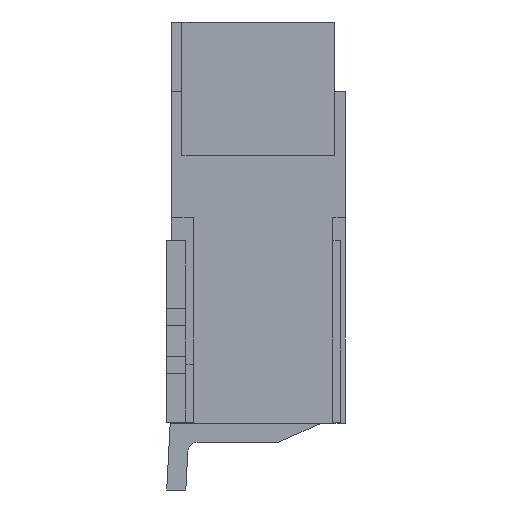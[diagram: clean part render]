
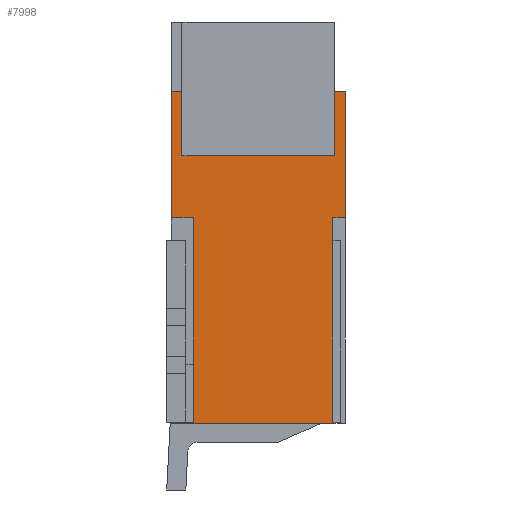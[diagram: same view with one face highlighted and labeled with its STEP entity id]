
A CAD part, left-side view. The second image highlights one B-rep face of the part: STEP entity #7998.
In plain terms, the highlighted planar face has unit normal (-1, 0, 0).
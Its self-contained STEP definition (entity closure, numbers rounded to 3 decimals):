
#224=FACE_OUTER_BOUND('',#644,.T.);
#644=EDGE_LOOP('',(#5485,#5486,#5487,#5488,#5489,#5490,#5491,#5492));
#999=LINE('',#10934,#2059);
#1020=LINE('',#10976,#2080);
#1198=LINE('',#11332,#2258);
#1303=LINE('',#11540,#2363);
#1305=LINE('',#11543,#2365);
#1306=LINE('',#11546,#2366);
#1307=LINE('',#11548,#2367);
#1308=LINE('',#11549,#2368);
#2059=VECTOR('',#8871,1.32);
#2080=VECTOR('',#8894,1.82);
#2258=VECTOR('',#9154,1.32);
#2363=VECTOR('',#9271,2.15);
#2365=VECTOR('',#9275,0.23);
#2366=VECTOR('',#9278,0.13);
#2367=VECTOR('',#9279,1.46);
#2368=VECTOR('',#9280,2.15);
#3118=VERTEX_POINT('',#10930);
#3120=VERTEX_POINT('',#10933);
#3140=VERTEX_POINT('',#10974);
#3277=VERTEX_POINT('',#11330);
#3373=VERTEX_POINT('',#11537);
#3374=VERTEX_POINT('',#11539);
#3375=VERTEX_POINT('',#11545);
#3376=VERTEX_POINT('',#11547);
#3889=EDGE_CURVE('',#3120,#3118,#999,.T.);
#3910=EDGE_CURVE('',#3118,#3140,#1020,.T.);
#4088=EDGE_CURVE('',#3140,#3277,#1198,.T.);
#4193=EDGE_CURVE('',#3373,#3374,#1303,.T.);
#4195=EDGE_CURVE('',#3277,#3374,#1305,.T.);
#4196=EDGE_CURVE('',#3120,#3375,#1306,.T.);
#4197=EDGE_CURVE('',#3376,#3373,#1307,.T.);
#4198=EDGE_CURVE('',#3375,#3376,#1308,.T.);
#5485=ORIENTED_EDGE('',*,*,#4196,.F.);
#5486=ORIENTED_EDGE('',*,*,#3889,.T.);
#5487=ORIENTED_EDGE('',*,*,#3910,.T.);
#5488=ORIENTED_EDGE('',*,*,#4088,.T.);
#5489=ORIENTED_EDGE('',*,*,#4195,.T.);
#5490=ORIENTED_EDGE('',*,*,#4193,.F.);
#5491=ORIENTED_EDGE('',*,*,#4197,.F.);
#5492=ORIENTED_EDGE('',*,*,#4198,.F.);
#7406=PLANE('',#8416);
#7998=ADVANCED_FACE('',(#224),#7406,.F.);
#8416=AXIS2_PLACEMENT_3D('',#11544,#9276,#9277);
#8871=DIRECTION('',(0.,0.,1.));
#8894=DIRECTION('',(0.,1.,0.));
#9154=DIRECTION('',(0.,0.,-1.));
#9271=DIRECTION('',(0.,0.,1.));
#9275=DIRECTION('',(0.,-1.,0.));
#9276=DIRECTION('center_axis',(1.,0.,0.));
#9277=DIRECTION('ref_axis',(0.,0.,1.));
#9278=DIRECTION('',(0.,1.,0.));
#9279=DIRECTION('',(0.,1.,0.));
#9280=DIRECTION('',(0.,0.,-1.));
#10930=CARTESIAN_POINT('',(0.,0.,-0.73));
#10933=CARTESIAN_POINT('',(0.,0.,-2.05));
#10934=CARTESIAN_POINT('',(0.,0.,-2.05));
#10974=CARTESIAN_POINT('',(0.,1.82,-0.73));
#10976=CARTESIAN_POINT('',(0.,0.,-0.73));
#11330=CARTESIAN_POINT('',(0.,1.82,-2.05));
#11332=CARTESIAN_POINT('',(0.,1.82,-0.73));
#11537=CARTESIAN_POINT('',(0.,1.59,-4.2));
#11539=CARTESIAN_POINT('',(0.,1.59,-2.05));
#11540=CARTESIAN_POINT('',(0.,1.59,-4.2));
#11543=CARTESIAN_POINT('',(0.,1.82,-2.05));
#11544=CARTESIAN_POINT('Origin',(0.,0.91,-2.465));
#11545=CARTESIAN_POINT('',(0.,0.13,-2.05));
#11546=CARTESIAN_POINT('',(0.,0.,-2.05));
#11547=CARTESIAN_POINT('',(0.,0.13,-4.2));
#11548=CARTESIAN_POINT('',(0.,0.13,-4.2));
#11549=CARTESIAN_POINT('',(0.,0.13,-2.05));
